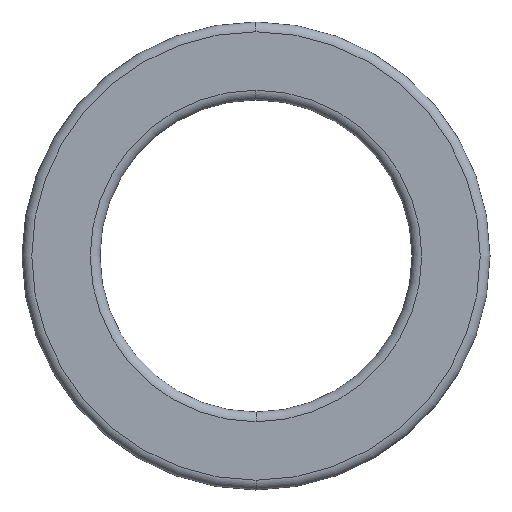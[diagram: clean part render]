
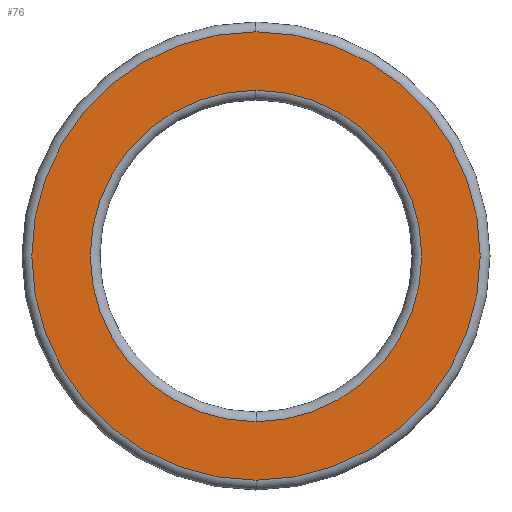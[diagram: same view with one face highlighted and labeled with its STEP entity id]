
A CAD part, left-side view. The second image highlights one B-rep face of the part: STEP entity #76.
In plain terms, the highlighted planar face has unit normal (-1, 0, 0).
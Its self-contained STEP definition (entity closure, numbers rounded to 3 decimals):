
#25 = CARTESIAN_POINT ( 'NONE',  ( -3.5, 0., 0. ) ) ;
#29 = ORIENTED_EDGE ( 'NONE', *, *, #601, .T. ) ;
#30 = CARTESIAN_POINT ( 'NONE',  ( -3.5, 0., -4.25 ) ) ;
#37 = VERTEX_POINT ( 'NONE', #116 ) ;
#38 = CARTESIAN_POINT ( 'NONE',  ( -3.5, 0., 4.25 ) ) ;
#44 = FACE_OUTER_BOUND ( 'NONE', #53, .T. ) ;
#53 = EDGE_LOOP ( 'NONE', ( #569, #122 ) ) ;
#64 = DIRECTION ( 'NONE',  ( 1., 0., 0. ) ) ;
#67 = EDGE_CURVE ( 'NONE', #308, #367, #704, .T. ) ;
#76 = ADVANCED_FACE ( 'NONE', ( #44, #515 ), #407, .F. ) ;
#86 = CARTESIAN_POINT ( 'NONE',  ( -3.5, 0., 5.75 ) ) ;
#116 = CARTESIAN_POINT ( 'NONE',  ( -3.5, 0., -5.75 ) ) ;
#122 = ORIENTED_EDGE ( 'NONE', *, *, #299, .T. ) ;
#153 = CARTESIAN_POINT ( 'NONE',  ( -3.5, 0., 0. ) ) ;
#154 = AXIS2_PLACEMENT_3D ( 'NONE', #711, #203, #677 ) ;
#188 = CARTESIAN_POINT ( 'NONE',  ( -3.5, 0., 0. ) ) ;
#203 = DIRECTION ( 'NONE',  ( 1., 0., 0. ) ) ;
#209 = AXIS2_PLACEMENT_3D ( 'NONE', #25, #691, #369 ) ;
#220 = EDGE_CURVE ( 'NONE', #37, #271, #614, .T. ) ;
#232 = CIRCLE ( 'NONE', #209, 5.75 ) ;
#239 = EDGE_LOOP ( 'NONE', ( #641, #29 ) ) ;
#255 = DIRECTION ( 'NONE',  ( 1., 0., 0. ) ) ;
#271 = VERTEX_POINT ( 'NONE', #86 ) ;
#273 = AXIS2_PLACEMENT_3D ( 'NONE', #188, #64, #403 ) ;
#299 = EDGE_CURVE ( 'NONE', #271, #37, #232, .T. ) ;
#304 = CIRCLE ( 'NONE', #273, 4.25 ) ;
#308 = VERTEX_POINT ( 'NONE', #30 ) ;
#316 = AXIS2_PLACEMENT_3D ( 'NONE', #153, #636, #573 ) ;
#367 = VERTEX_POINT ( 'NONE', #38 ) ;
#369 = DIRECTION ( 'NONE',  ( 0., 0., -1. ) ) ;
#403 = DIRECTION ( 'NONE',  ( 0., 0., -1. ) ) ;
#407 = PLANE ( 'NONE',  #697 ) ;
#515 = FACE_BOUND ( 'NONE', #239, .T. ) ;
#569 = ORIENTED_EDGE ( 'NONE', *, *, #220, .T. ) ;
#573 = DIRECTION ( 'NONE',  ( 0., 0., -1. ) ) ;
#601 = EDGE_CURVE ( 'NONE', #367, #308, #304, .T. ) ;
#614 = CIRCLE ( 'NONE', #316, 5.75 ) ;
#619 = DIRECTION ( 'NONE',  ( 0., 0., -1. ) ) ;
#627 = CARTESIAN_POINT ( 'NONE',  ( -3.5, 4., 0. ) ) ;
#636 = DIRECTION ( 'NONE',  ( -1., 0., 0. ) ) ;
#641 = ORIENTED_EDGE ( 'NONE', *, *, #67, .T. ) ;
#677 = DIRECTION ( 'NONE',  ( 0., 0., -1. ) ) ;
#691 = DIRECTION ( 'NONE',  ( -1., 0., 0. ) ) ;
#697 = AXIS2_PLACEMENT_3D ( 'NONE', #627, #255, #619 ) ;
#704 = CIRCLE ( 'NONE', #154, 4.25 ) ;
#711 = CARTESIAN_POINT ( 'NONE',  ( -3.5, 0., 0. ) ) ;
